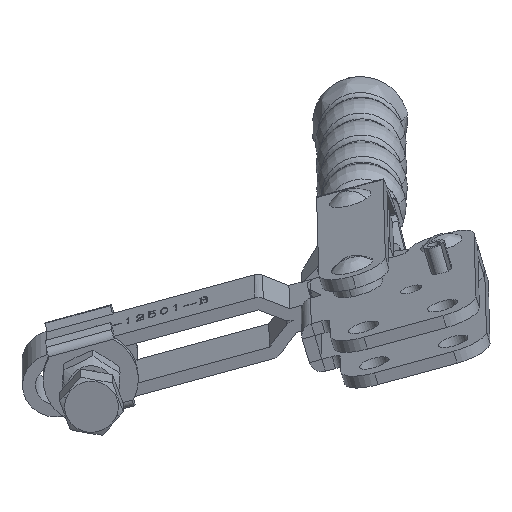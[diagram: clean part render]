
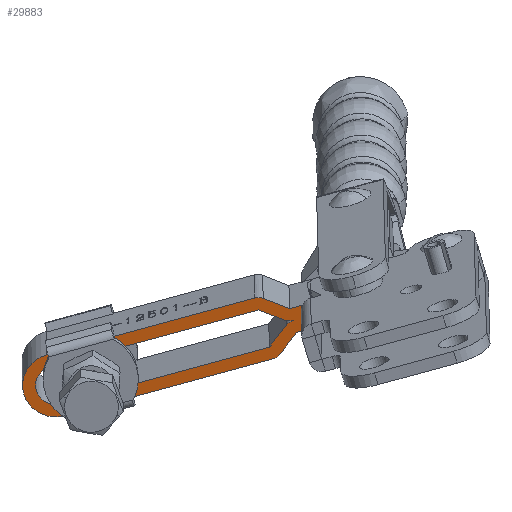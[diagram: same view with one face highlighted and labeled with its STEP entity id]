
A CAD part, top view. The second image highlights one B-rep face of the part: STEP entity #29883.
In plain terms, the highlighted face is planar.
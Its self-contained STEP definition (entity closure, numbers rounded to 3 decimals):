
#16 = LINE ( 'NONE', #29305, #43847 ) ;
#926 = ORIENTED_EDGE ( 'NONE', *, *, #28190, .F. ) ;
#1126 = DIRECTION ( 'NONE',  ( 0., 0., 1. ) ) ;
#1230 = CARTESIAN_POINT ( 'NONE',  ( -2638.914, 2156.758, 10.7 ) ) ;
#1386 = AXIS2_PLACEMENT_3D ( 'NONE', #3391, #33111, #7694 ) ;
#1454 = CARTESIAN_POINT ( 'NONE',  ( -2684.227, 2156.758, 0.638 ) ) ;
#2081 = CARTESIAN_POINT ( 'NONE',  ( -2736.077, 2156.758, 7.7 ) ) ;
#2306 = VECTOR ( 'NONE', #30183, 1000. ) ;
#2529 = CARTESIAN_POINT ( 'NONE',  ( -2743.777, 2156.758, 15.4 ) ) ;
#3105 = VECTOR ( 'NONE', #45867, 1000. ) ;
#3391 = CARTESIAN_POINT ( 'NONE',  ( -2686.077, 2156.758, 3. ) ) ;
#3617 = CARTESIAN_POINT ( 'NONE',  ( -2686.077, 2156.758, 0. ) ) ;
#3781 = ORIENTED_EDGE ( 'NONE', *, *, #20669, .F. ) ;
#3785 = CARTESIAN_POINT ( 'NONE',  ( -2679.042, 2156.758, 10.7 ) ) ;
#3969 = LINE ( 'NONE', #26876, #47835 ) ;
#4015 = ORIENTED_EDGE ( 'NONE', *, *, #5360, .F. ) ;
#4265 = ORIENTED_EDGE ( 'NONE', *, *, #20501, .T. ) ;
#5101 = DIRECTION ( 'NONE',  ( 0., -1., 0. ) ) ;
#5360 = EDGE_CURVE ( 'NONE', #11613, #39801, #15775, .T. ) ;
#6362 = DIRECTION ( 'NONE',  ( 0., 0., -1. ) ) ;
#6862 = DIRECTION ( 'NONE',  ( 1., 0., 0. ) ) ;
#7199 = DIRECTION ( 'NONE',  ( 0., 1., 0. ) ) ;
#7677 = VERTEX_POINT ( 'NONE', #28147 ) ;
#7694 = DIRECTION ( 'NONE',  ( 0., 0., -1. ) ) ;
#7877 = DIRECTION ( 'NONE',  ( 0.787, 0., 0.617 ) ) ;
#7880 = VERTEX_POINT ( 'NONE', #3785 ) ;
#8905 = VERTEX_POINT ( 'NONE', #12455 ) ;
#9353 = CARTESIAN_POINT ( 'NONE',  ( -2743.777, 2156.758, 15.4 ) ) ;
#9716 = AXIS2_PLACEMENT_3D ( 'NONE', #51965, #26564, #1126 ) ;
#10103 = CARTESIAN_POINT ( 'NONE',  ( -2679.042, 2156.758, 7.7 ) ) ;
#10380 = CIRCLE ( 'NONE', #17001, 3. ) ;
#10624 = ORIENTED_EDGE ( 'NONE', *, *, #54483, .T. ) ;
#10683 = CARTESIAN_POINT ( 'NONE',  ( -2736.077, 2156.758, 0. ) ) ;
#10923 = CARTESIAN_POINT ( 'NONE',  ( -2686.077, 2156.758, 12.4 ) ) ;
#11103 = VERTEX_POINT ( 'NONE', #10923 ) ;
#11135 = CARTESIAN_POINT ( 'NONE',  ( -2679.042, 2156.758, 4.7 ) ) ;
#11613 = VERTEX_POINT ( 'NONE', #52567 ) ;
#11614 = LINE ( 'NONE', #21203, #51399 ) ;
#11831 = CARTESIAN_POINT ( 'NONE',  ( -2638.914, 2156.758, 4.7 ) ) ;
#12033 = LINE ( 'NONE', #14306, #33267 ) ;
#12455 = CARTESIAN_POINT ( 'NONE',  ( -2686.077, 2156.758, 15.4 ) ) ;
#12945 = EDGE_CURVE ( 'NONE', #7677, #11613, #50133, .T. ) ;
#13544 = ORIENTED_EDGE ( 'NONE', *, *, #31460, .F. ) ;
#13568 = EDGE_CURVE ( 'NONE', #47583, #38823, #11614, .T. ) ;
#13645 = LINE ( 'NONE', #34460, #2306 ) ;
#13867 = CARTESIAN_POINT ( 'NONE',  ( -2679.042, 2156.758, 10.7 ) ) ;
#14017 = AXIS2_PLACEMENT_3D ( 'NONE', #13867, #43525, #18125 ) ;
#14306 = CARTESIAN_POINT ( 'NONE',  ( -2638.914, 2156.758, 15.4 ) ) ;
#14307 = FACE_OUTER_BOUND ( 'NONE', #37307, .T. ) ;
#15554 = ORIENTED_EDGE ( 'NONE', *, *, #44416, .T. ) ;
#15775 = LINE ( 'NONE', #50135, #3105 ) ;
#15782 = EDGE_CURVE ( 'NONE', #54957, #7677, #19385, .T. ) ;
#16281 = EDGE_CURVE ( 'NONE', #39894, #19405, #12033, .T. ) ;
#16610 = ORIENTED_EDGE ( 'NONE', *, *, #12945, .F. ) ;
#17001 = AXIS2_PLACEMENT_3D ( 'NONE', #30546, #5101, #34818 ) ;
#17987 = VERTEX_POINT ( 'NONE', #10103 ) ;
#18125 = DIRECTION ( 'NONE',  ( 0., 0., -1. ) ) ;
#18580 = VERTEX_POINT ( 'NONE', #39129 ) ;
#18780 = EDGE_CURVE ( 'NONE', #7880, #39894, #52309, .T. ) ;
#18873 = CARTESIAN_POINT ( 'NONE',  ( -1013.57, 2156.758, -1293.92 ) ) ;
#19385 = CIRCLE ( 'NONE', #48095, 4.7 ) ;
#19405 = VERTEX_POINT ( 'NONE', #11831 ) ;
#19614 = VECTOR ( 'NONE', #31464, 1000. ) ;
#19648 = DIRECTION ( 'NONE',  ( 0., 0., 1. ) ) ;
#20242 = CARTESIAN_POINT ( 'NONE',  ( -2680.892, 2156.758, 8.338 ) ) ;
#20308 = VERTEX_POINT ( 'NONE', #20242 ) ;
#20501 = EDGE_CURVE ( 'NONE', #54957, #11103, #13645, .T. ) ;
#20669 = EDGE_CURVE ( 'NONE', #39198, #7880, #20944, .T. ) ;
#20892 = DIRECTION ( 'NONE',  ( 1., 0., 0. ) ) ;
#20944 = LINE ( 'NONE', #18873, #19614 ) ;
#21203 = CARTESIAN_POINT ( 'NONE',  ( -2743.777, 2156.758, 0. ) ) ;
#21645 = VERTEX_POINT ( 'NONE', #1454 ) ;
#24783 = VECTOR ( 'NONE', #30862, 1000. ) ;
#25133 = CARTESIAN_POINT ( 'NONE',  ( 0., 2156.758, 3. ) ) ;
#25581 = FACE_BOUND ( 'NONE', #51243, .T. ) ;
#26564 = DIRECTION ( 'NONE',  ( 0., 1., 0. ) ) ;
#26621 = EDGE_CURVE ( 'NONE', #21645, #35026, #51008, .T. ) ;
#26876 = CARTESIAN_POINT ( 'NONE',  ( -1015.42, 2156.758, -1296.281 ) ) ;
#27438 = LINE ( 'NONE', #9353, #24783 ) ;
#27556 = VECTOR ( 'NONE', #20892, 1000. ) ;
#28147 = CARTESIAN_POINT ( 'NONE',  ( -2736.077, 2156.758, 3. ) ) ;
#28190 = EDGE_CURVE ( 'NONE', #8905, #39198, #52280, .T. ) ;
#28798 = ORIENTED_EDGE ( 'NONE', *, *, #39592, .F. ) ;
#29305 = CARTESIAN_POINT ( 'NONE',  ( 0., 2156.758, 4.7 ) ) ;
#29483 = ORIENTED_EDGE ( 'NONE', *, *, #35773, .T. ) ;
#29742 = VECTOR ( 'NONE', #7877, 1000. ) ;
#29883 = ADVANCED_FACE ( 'NONE', ( #25581, #14307 ), #40760, .F. ) ;
#30183 = DIRECTION ( 'NONE',  ( 1., 0., 0. ) ) ;
#30546 = CARTESIAN_POINT ( 'NONE',  ( -2679.042, 2156.758, 4.7 ) ) ;
#30862 = DIRECTION ( 'NONE',  ( 1., 0., 0. ) ) ;
#31127 = DIRECTION ( 'NONE',  ( 0.787, 0., -0.617 ) ) ;
#31460 = EDGE_CURVE ( 'NONE', #18580, #8905, #27438, .T. ) ;
#31464 = DIRECTION ( 'NONE',  ( 0.787, 0., -0.617 ) ) ;
#31781 = DIRECTION ( 'NONE',  ( 0., -1., 0. ) ) ;
#31889 = CIRCLE ( 'NONE', #9716, 7.7 ) ;
#32271 = ORIENTED_EDGE ( 'NONE', *, *, #33699, .T. ) ;
#32612 = CARTESIAN_POINT ( 'NONE',  ( -2686.077, 2156.758, 12.4 ) ) ;
#33111 = DIRECTION ( 'NONE',  ( 0., -1., 0. ) ) ;
#33267 = VECTOR ( 'NONE', #43960, 1000. ) ;
#33291 = CARTESIAN_POINT ( 'NONE',  ( -1021.046, 2156.758, 1303.463 ) ) ;
#33699 = EDGE_CURVE ( 'NONE', #11103, #20308, #3969, .T. ) ;
#34460 = CARTESIAN_POINT ( 'NONE',  ( 0., 2156.758, 12.4 ) ) ;
#34550 = ORIENTED_EDGE ( 'NONE', *, *, #16281, .F. ) ;
#34818 = DIRECTION ( 'NONE',  ( 0., 0., -1. ) ) ;
#35026 = VERTEX_POINT ( 'NONE', #11135 ) ;
#35773 = EDGE_CURVE ( 'NONE', #38823, #21645, #42362, .T. ) ;
#36087 = CARTESIAN_POINT ( 'NONE',  ( -2684.227, 2156.758, 14.762 ) ) ;
#36814 = ORIENTED_EDGE ( 'NONE', *, *, #13568, .T. ) ;
#36893 = DIRECTION ( 'NONE',  ( 0., 0., -1. ) ) ;
#37307 = EDGE_LOOP ( 'NONE', ( #10624, #34550, #48300, #3781, #926, #13544, #28798, #36814, #29483, #54858 ) ) ;
#38149 = AXIS2_PLACEMENT_3D ( 'NONE', #32612, #7199, #36893 ) ;
#38546 = AXIS2_PLACEMENT_3D ( 'NONE', #2529, #45048, #19648 ) ;
#38823 = VERTEX_POINT ( 'NONE', #3617 ) ;
#39129 = CARTESIAN_POINT ( 'NONE',  ( -2736.077, 2156.758, 15.4 ) ) ;
#39198 = VERTEX_POINT ( 'NONE', #36087 ) ;
#39592 = EDGE_CURVE ( 'NONE', #47583, #18580, #31889, .T. ) ;
#39801 = VERTEX_POINT ( 'NONE', #46538 ) ;
#39894 = VERTEX_POINT ( 'NONE', #1230 ) ;
#40760 = PLANE ( 'NONE',  #38546 ) ;
#41022 = VECTOR ( 'NONE', #6862, 1000. ) ;
#42132 = DIRECTION ( 'NONE',  ( 1., 0., 0. ) ) ;
#42362 = CIRCLE ( 'NONE', #1386, 3. ) ;
#43525 = DIRECTION ( 'NONE',  ( 0., 1., 0. ) ) ;
#43847 = VECTOR ( 'NONE', #42132, 1000. ) ;
#43960 = DIRECTION ( 'NONE',  ( 0., 0., -1. ) ) ;
#44416 = EDGE_CURVE ( 'NONE', #17987, #39801, #10380, .T. ) ;
#44913 = CARTESIAN_POINT ( 'NONE',  ( 0., 2156.758, 10.7 ) ) ;
#45048 = DIRECTION ( 'NONE',  ( 0., 1., 0. ) ) ;
#45867 = DIRECTION ( 'NONE',  ( 0.787, 0., 0.617 ) ) ;
#46538 = CARTESIAN_POINT ( 'NONE',  ( -2680.892, 2156.758, 7.062 ) ) ;
#46603 = DIRECTION ( 'NONE',  ( 1., 0., 0. ) ) ;
#46880 = CIRCLE ( 'NONE', #14017, 3. ) ;
#47583 = VERTEX_POINT ( 'NONE', #10683 ) ;
#47835 = VECTOR ( 'NONE', #31127, 1000. ) ;
#48095 = AXIS2_PLACEMENT_3D ( 'NONE', #2081, #31781, #6362 ) ;
#48300 = ORIENTED_EDGE ( 'NONE', *, *, #18780, .F. ) ;
#49801 = EDGE_CURVE ( 'NONE', #17987, #20308, #46880, .T. ) ;
#50133 = LINE ( 'NONE', #25133, #27556 ) ;
#50135 = CARTESIAN_POINT ( 'NONE',  ( -1022.896, 2156.758, 1305.825 ) ) ;
#50634 = ORIENTED_EDGE ( 'NONE', *, *, #49801, .F. ) ;
#51008 = LINE ( 'NONE', #33291, #29742 ) ;
#51243 = EDGE_LOOP ( 'NONE', ( #15554, #4015, #16610, #52322, #4265, #32271, #50634 ) ) ;
#51399 = VECTOR ( 'NONE', #46603, 1000. ) ;
#51965 = CARTESIAN_POINT ( 'NONE',  ( -2736.077, 2156.758, 7.7 ) ) ;
#52280 = CIRCLE ( 'NONE', #38149, 3. ) ;
#52309 = LINE ( 'NONE', #44913, #41022 ) ;
#52322 = ORIENTED_EDGE ( 'NONE', *, *, #15782, .F. ) ;
#52567 = CARTESIAN_POINT ( 'NONE',  ( -2686.077, 2156.758, 3. ) ) ;
#54483 = EDGE_CURVE ( 'NONE', #35026, #19405, #16, .T. ) ;
#54858 = ORIENTED_EDGE ( 'NONE', *, *, #26621, .T. ) ;
#54957 = VERTEX_POINT ( 'NONE', #55049 ) ;
#55049 = CARTESIAN_POINT ( 'NONE',  ( -2736.077, 2156.758, 12.4 ) ) ;
